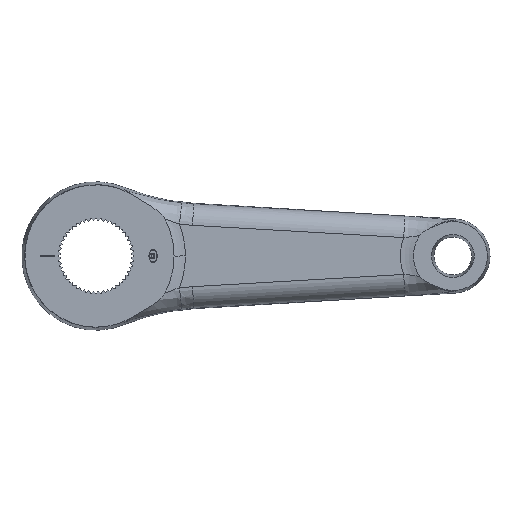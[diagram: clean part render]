
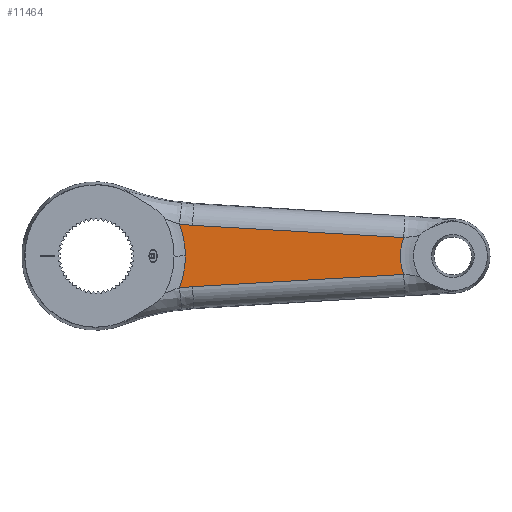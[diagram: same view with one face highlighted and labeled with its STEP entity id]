
A CAD part, front view. The second image highlights one B-rep face of the part: STEP entity #11464.
In plain terms, the highlighted planar face has unit normal (0.02, -1, 0).
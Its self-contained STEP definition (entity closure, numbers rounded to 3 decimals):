
#43=CARTESIAN_POINT('',(67.664,-18.647,21.477));
#44=CARTESIAN_POINT('',(66.126,-18.677,21.566));
#45=CARTESIAN_POINT('',(63.054,-18.739,21.786));
#46=CARTESIAN_POINT('',(59.992,-18.8,22.092));
#47=CARTESIAN_POINT('',(58.463,-18.831,22.266));
#49=DIRECTION('',(-0.998,-0.02,0.058));
#50=VECTOR('',#49,148.158);
#51=CARTESIAN_POINT('',(215.547,-15.689,12.943));
#52=LINE('',#51,#50);
#53=CARTESIAN_POINT('',(249.9,-15.002,0.));
#54=DIRECTION('',(-0.02,1.,0.));
#55=DIRECTION('',(-0.936,-0.019,-0.353));
#56=AXIS2_PLACEMENT_3D('',#53,#54,#55);
#58=DIRECTION('',(0.998,0.02,0.058));
#59=VECTOR('',#58,148.158);
#60=CARTESIAN_POINT('',(67.664,-18.647,-21.477));
#61=LINE('',#60,#59);
#62=CARTESIAN_POINT('',(58.463,-18.831,-22.266));
#63=CARTESIAN_POINT('',(59.992,-18.8,-22.092));
#64=CARTESIAN_POINT('',(63.054,-18.739,-21.786));
#65=CARTESIAN_POINT('',(66.126,-18.677,-21.566));
#66=CARTESIAN_POINT('',(67.664,-18.647,-21.477));
#68=CARTESIAN_POINT('',(58.463,-18.831,-22.266));
#69=CARTESIAN_POINT('',(58.861,-18.823,-21.255));
#70=CARTESIAN_POINT('',(59.601,-18.808,-19.215));
#71=CARTESIAN_POINT('',(60.548,-18.789,-16.098));
#72=CARTESIAN_POINT('',(61.326,-18.773,-12.934));
#73=CARTESIAN_POINT('',(61.933,-18.761,-9.731));
#74=CARTESIAN_POINT('',(62.369,-18.753,-6.499));
#75=CARTESIAN_POINT('',(62.63,-18.747,-3.25));
#76=CARTESIAN_POINT('',(62.688,-18.746,-1.084));
#77=CARTESIAN_POINT('',(62.688,-18.746,0.));
#79=CARTESIAN_POINT('',(62.688,-18.746,0.));
#80=CARTESIAN_POINT('',(62.688,-18.746,1.084));
#81=CARTESIAN_POINT('',(62.63,-18.747,3.25));
#82=CARTESIAN_POINT('',(62.369,-18.753,6.499));
#83=CARTESIAN_POINT('',(61.933,-18.761,9.731));
#84=CARTESIAN_POINT('',(61.326,-18.773,12.934));
#85=CARTESIAN_POINT('',(60.548,-18.789,16.098));
#86=CARTESIAN_POINT('',(59.601,-18.808,19.215));
#87=CARTESIAN_POINT('',(58.861,-18.823,21.255));
#88=CARTESIAN_POINT('',(58.463,-18.831,22.266));
#11384=CARTESIAN_POINT('',(67.664,-18.647,
-21.477));
#11385=CARTESIAN_POINT('',(215.547,-15.689,
-12.943));
#11386=VERTEX_POINT('',#11384);
#11387=VERTEX_POINT('',#11385);
#11392=VERTEX_POINT('',#62);
#11395=VERTEX_POINT('',#77);
#11398=VERTEX_POINT('',#43);
#11399=VERTEX_POINT('',#47);
#11401=CARTESIAN_POINT('',(215.547,-15.689,
12.943));
#11402=VERTEX_POINT('',#11401);
#11443=CARTESIAN_POINT('',(0.,-20.,-52.));
#11444=DIRECTION('',(0.02,-1.,0.));
#11445=DIRECTION('',(1.,0.02,0.));
#11446=AXIS2_PLACEMENT_3D('',#11443,#11444,#11445);
#11447=PLANE('',#11446);
#11449=ORIENTED_EDGE('',*,*,#11448,.F.);
#11451=ORIENTED_EDGE('',*,*,#11450,.F.);
#11453=ORIENTED_EDGE('',*,*,#11452,.F.);
#11455=ORIENTED_EDGE('',*,*,#11454,.F.);
#11457=ORIENTED_EDGE('',*,*,#11456,.F.);
#11459=ORIENTED_EDGE('',*,*,#11458,.T.);
#11461=ORIENTED_EDGE('',*,*,#11460,.T.);
#11462=EDGE_LOOP('',(#11449,#11451,#11453,#11455,#11457,#11459,#11461));
#11463=FACE_OUTER_BOUND('',#11462,.F.);
#48=B_SPLINE_CURVE_WITH_KNOTS('',3,(#43,#44,#45,#46,#47),.UNSPECIFIED.,.F.,.F.,(
4,1,4),(0.,0.5,1.),.UNSPECIFIED.);
#57=CIRCLE('',#56,36.717);
#67=B_SPLINE_CURVE_WITH_KNOTS('',3,(#62,#63,#64,#65,#66),.UNSPECIFIED.,.F.,.F.,(
4,1,4),(0.,0.5,1.),.UNSPECIFIED.);
#78=B_SPLINE_CURVE_WITH_KNOTS('',3,(#68,#69,#70,#71,#72,#73,#74,#75,#76,#77),
.UNSPECIFIED.,.F.,.F.,(4,1,1,1,1,1,1,4),(0.,0.143,
0.286,0.429,0.571,0.714,
0.857,1.),.UNSPECIFIED.);
#89=B_SPLINE_CURVE_WITH_KNOTS('',3,(#79,#80,#81,#82,#83,#84,#85,#86,#87,#88),
.UNSPECIFIED.,.F.,.F.,(4,1,1,1,1,1,1,4),(0.,0.143,
0.286,0.429,0.571,0.714,
0.857,1.),.UNSPECIFIED.);
#11448=EDGE_CURVE('',#11398,#11399,#48,.T.);
#11450=EDGE_CURVE('',#11402,#11398,#52,.T.);
#11452=EDGE_CURVE('',#11387,#11402,#57,.T.);
#11454=EDGE_CURVE('',#11386,#11387,#61,.T.);
#11456=EDGE_CURVE('',#11392,#11386,#67,.T.);
#11458=EDGE_CURVE('',#11392,#11395,#78,.T.);
#11460=EDGE_CURVE('',#11395,#11399,#89,.T.);
#11464=ADVANCED_FACE('',(#11463),#11447,.T.);
